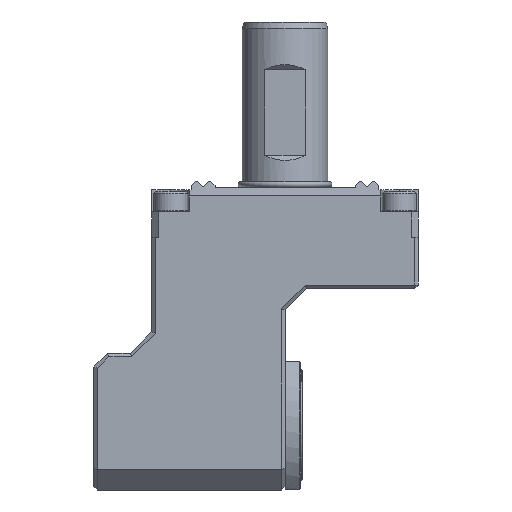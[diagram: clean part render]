
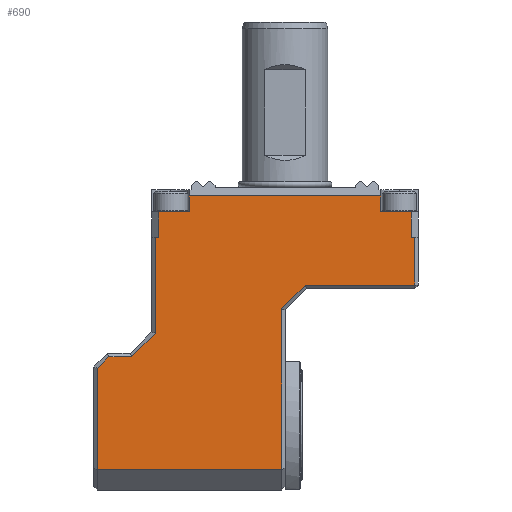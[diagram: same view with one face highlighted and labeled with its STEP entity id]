
A CAD part, front view. The second image highlights one B-rep face of the part: STEP entity #690.
In plain terms, the highlighted planar face has unit normal (0, -1, 0).
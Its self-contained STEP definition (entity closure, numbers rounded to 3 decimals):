
#101=LINE('',#3674,#341);
#104=LINE('',#3680,#344);
#107=LINE('',#3685,#347);
#110=LINE('',#3691,#350);
#115=LINE('',#3701,#355);
#128=LINE('',#3729,#368);
#129=LINE('',#3731,#369);
#131=LINE('',#3735,#371);
#133=LINE('',#3739,#373);
#135=LINE('',#3743,#375);
#148=LINE('',#3771,#388);
#149=LINE('',#3773,#389);
#160=LINE('',#3793,#400);
#161=LINE('',#3795,#401);
#162=LINE('',#3797,#402);
#163=LINE('',#3799,#403);
#164=LINE('',#3801,#404);
#165=LINE('',#3803,#405);
#166=LINE('',#3805,#406);
#341=VECTOR('',#2758,1.);
#344=VECTOR('',#2763,1.);
#347=VECTOR('',#2768,1.);
#350=VECTOR('',#2773,1.);
#355=VECTOR('',#2782,1.);
#368=VECTOR('',#2811,1.);
#369=VECTOR('',#2814,1.);
#371=VECTOR('',#2818,1.);
#373=VECTOR('',#2822,1.);
#375=VECTOR('',#2826,1.);
#388=VECTOR('',#2845,1.);
#389=VECTOR('',#2848,1.);
#400=VECTOR('',#2865,1.);
#401=VECTOR('',#2866,1.);
#402=VECTOR('',#2867,1.);
#403=VECTOR('',#2868,1.);
#404=VECTOR('',#2869,1.);
#405=VECTOR('',#2870,1.);
#406=VECTOR('',#2871,1.);
#690=ADVANCED_FACE('',(#938),#830,.F.);
#830=PLANE('',#2497);
#938=FACE_OUTER_BOUND('',#1058,.T.);
#1058=EDGE_LOOP('',(#1390,#1391,#1392,#1393,#1394,#1395,#1396,#1397,#1398,
#1399,#1400,#1401,#1402,#1403,#1404,#1405,#1406,#1407,#1408));
#1390=ORIENTED_EDGE('',*,*,#2163,.F.);
#1391=ORIENTED_EDGE('',*,*,#2164,.T.);
#1392=ORIENTED_EDGE('',*,*,#2150,.T.);
#1393=ORIENTED_EDGE('',*,*,#2148,.T.);
#1394=ORIENTED_EDGE('',*,*,#2146,.T.);
#1395=ORIENTED_EDGE('',*,*,#2144,.T.);
#1396=ORIENTED_EDGE('',*,*,#2143,.T.);
#1397=ORIENTED_EDGE('',*,*,#2128,.T.);
#1398=ORIENTED_EDGE('',*,*,#2123,.T.);
#1399=ORIENTED_EDGE('',*,*,#2120,.T.);
#1400=ORIENTED_EDGE('',*,*,#2117,.T.);
#1401=ORIENTED_EDGE('',*,*,#2114,.F.);
#1402=ORIENTED_EDGE('',*,*,#2175,.F.);
#1403=ORIENTED_EDGE('',*,*,#2176,.F.);
#1404=ORIENTED_EDGE('',*,*,#2177,.T.);
#1405=ORIENTED_EDGE('',*,*,#2178,.F.);
#1406=ORIENTED_EDGE('',*,*,#2179,.F.);
#1407=ORIENTED_EDGE('',*,*,#2180,.T.);
#1408=ORIENTED_EDGE('',*,*,#2181,.T.);
#1862=VERTEX_POINT('',#3605);
#1867=VERTEX_POINT('',#3619);
#1883=VERTEX_POINT('',#3672);
#1885=VERTEX_POINT('',#3675);
#1887=VERTEX_POINT('',#3684);
#1888=VERTEX_POINT('',#3688);
#1891=VERTEX_POINT('',#3695);
#1900=VERTEX_POINT('',#3732);
#1901=VERTEX_POINT('',#3736);
#1902=VERTEX_POINT('',#3740);
#1903=VERTEX_POINT('',#3744);
#1912=VERTEX_POINT('',#3766);
#1914=VERTEX_POINT('',#3770);
#1921=VERTEX_POINT('',#3794);
#1922=VERTEX_POINT('',#3796);
#1923=VERTEX_POINT('',#3798);
#1924=VERTEX_POINT('',#3800);
#1925=VERTEX_POINT('',#3802);
#1926=VERTEX_POINT('',#3804);
#2114=EDGE_CURVE('',#1883,#1885,#101,.T.);
#2117=EDGE_CURVE('',#1862,#1885,#104,.T.);
#2120=EDGE_CURVE('',#1887,#1862,#107,.T.);
#2123=EDGE_CURVE('',#1888,#1887,#110,.T.);
#2128=EDGE_CURVE('',#1891,#1888,#115,.T.);
#2143=EDGE_CURVE('',#1867,#1891,#128,.T.);
#2144=EDGE_CURVE('',#1900,#1867,#129,.T.);
#2146=EDGE_CURVE('',#1901,#1900,#131,.T.);
#2148=EDGE_CURVE('',#1902,#1901,#133,.T.);
#2150=EDGE_CURVE('',#1903,#1902,#135,.T.);
#2163=EDGE_CURVE('',#1914,#1912,#148,.T.);
#2164=EDGE_CURVE('',#1914,#1903,#149,.T.);
#2175=EDGE_CURVE('',#1921,#1883,#160,.T.);
#2176=EDGE_CURVE('',#1922,#1921,#161,.T.);
#2177=EDGE_CURVE('',#1922,#1923,#162,.T.);
#2178=EDGE_CURVE('',#1924,#1923,#163,.T.);
#2179=EDGE_CURVE('',#1925,#1924,#164,.T.);
#2180=EDGE_CURVE('',#1925,#1926,#165,.T.);
#2181=EDGE_CURVE('',#1926,#1912,#166,.T.);
#2497=AXIS2_PLACEMENT_3D('',#3806,#2872,#2873);
#2758=DIRECTION('',(1.,0.,0.));
#2763=DIRECTION('',(0.,0.,1.));
#2768=DIRECTION('',(1.,0.,0.));
#2773=DIRECTION('',(0.707,0.,0.707));
#2782=DIRECTION('',(0.,0.,1.));
#2811=DIRECTION('',(1.,0.,0.));
#2814=DIRECTION('',(0.,0.,-1.));
#2818=DIRECTION('',(-0.707,0.,-0.707));
#2822=DIRECTION('',(-1.,0.,0.));
#2826=DIRECTION('',(-0.707,0.,-0.707));
#2845=DIRECTION('',(1.,0.,0.));
#2848=DIRECTION('',(0.,0.,-1.));
#2865=DIRECTION('',(0.,0.,-1.));
#2866=DIRECTION('',(1.,0.,0.));
#2867=DIRECTION('',(0.,0.,1.));
#2868=DIRECTION('',(1.,0.,0.));
#2869=DIRECTION('',(0.,0.,1.));
#2870=DIRECTION('',(-1.,0.,0.));
#2871=DIRECTION('',(0.,0.,-1.));
#2872=DIRECTION('',(0.,1.,0.));
#2873=DIRECTION('',(0.,0.,-1.));
#3605=CARTESIAN_POINT('',(38.,-29.,-29.));
#3619=CARTESIAN_POINT('',(-55.,-29.,-83.));
#3672=CARTESIAN_POINT('',(37.,-29.,-15.));
#3674=CARTESIAN_POINT('',(61.,-29.,-15.));
#3675=CARTESIAN_POINT('',(38.,-29.,-15.));
#3680=CARTESIAN_POINT('',(38.,-29.,-89.));
#3684=CARTESIAN_POINT('',(5.886,-29.,-29.));
#3685=CARTESIAN_POINT('',(-56.,-29.,-29.));
#3688=CARTESIAN_POINT('',(-1.,-29.,-35.886));
#3691=CARTESIAN_POINT('',(-55.057,-29.,-89.943));
#3695=CARTESIAN_POINT('',(-1.,-29.,-83.));
#3701=CARTESIAN_POINT('',(-1.,-29.,-89.));
#3729=CARTESIAN_POINT('',(-56.,-29.,-83.));
#3731=CARTESIAN_POINT('',(-55.,-29.,-89.));
#3732=CARTESIAN_POINT('',(-55.,-29.,-53.414));
#3735=CARTESIAN_POINT('',(-73.293,-29.,-71.707));
#3736=CARTESIAN_POINT('',(-51.586,-29.,-50.));
#3739=CARTESIAN_POINT('',(-56.,-29.,-50.));
#3740=CARTESIAN_POINT('',(-44.886,-29.,-50.));
#3743=CARTESIAN_POINT('',(-69.943,-29.,-75.057));
#3744=CARTESIAN_POINT('',(-38.,-29.,-43.114));
#3766=CARTESIAN_POINT('',(-37.,-29.,-15.));
#3770=CARTESIAN_POINT('',(-38.,-29.,-15.));
#3771=CARTESIAN_POINT('',(61.,-29.,-15.));
#3773=CARTESIAN_POINT('',(-38.,-29.,-89.));
#3793=CARTESIAN_POINT('',(37.,-29.,1.4));
#3794=CARTESIAN_POINT('',(37.,-29.,-7.6));
#3795=CARTESIAN_POINT('',(28.,-29.,-7.6));
#3796=CARTESIAN_POINT('',(28.,-29.,-7.6));
#3797=CARTESIAN_POINT('',(28.,-29.,-7.6));
#3798=CARTESIAN_POINT('',(28.,-29.,-2.931));
#3799=CARTESIAN_POINT('',(-98.575,-29.,-2.931));
#3800=CARTESIAN_POINT('',(-28.,-29.,-2.931));
#3801=CARTESIAN_POINT('',(-28.,-29.,-7.6));
#3802=CARTESIAN_POINT('',(-28.,-29.,-7.6));
#3803=CARTESIAN_POINT('',(-28.,-29.,-7.6));
#3804=CARTESIAN_POINT('',(-37.,-29.,-7.6));
#3805=CARTESIAN_POINT('',(-37.,-29.,1.4));
#3806=CARTESIAN_POINT('',(-56.,-29.,-89.));
